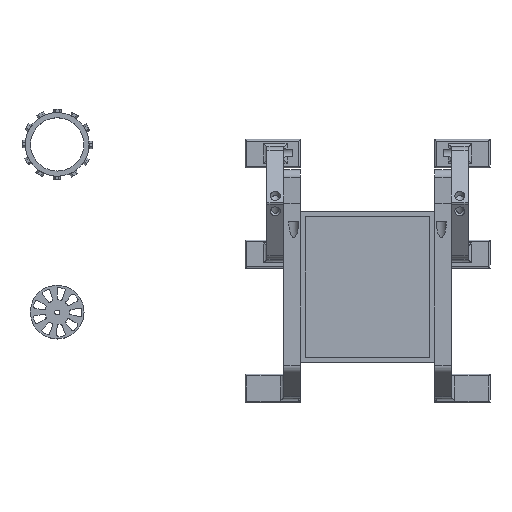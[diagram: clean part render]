
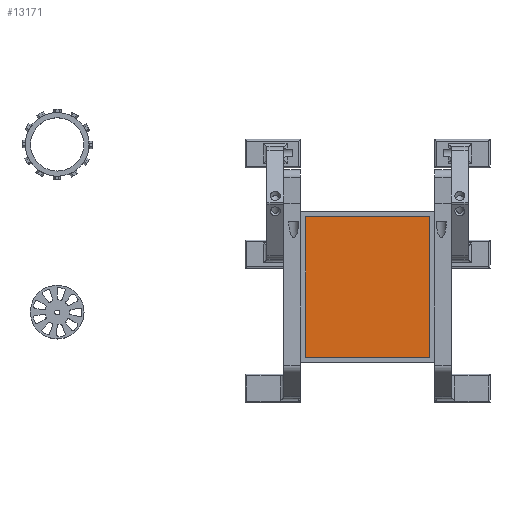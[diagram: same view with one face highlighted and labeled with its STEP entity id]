
A CAD part, top view. The second image highlights one B-rep face of the part: STEP entity #13171.
In plain terms, the highlighted planar face has unit normal (0, 0, 1).
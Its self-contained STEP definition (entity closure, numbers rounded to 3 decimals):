
#324=PLANE('',#14038);
#1234=FACE_OUTER_BOUND('',#1951,.T.);
#1951=EDGE_LOOP('',(#10271,#10272,#10273,#10274));
#2988=LINE('',#20194,#4393);
#2992=LINE('',#20201,#4397);
#2995=LINE('',#20207,#4400);
#2997=LINE('',#20210,#4402);
#4393=VECTOR('',#16077,10.);
#4397=VECTOR('',#16083,10.);
#4400=VECTOR('',#16088,10.);
#4402=VECTOR('',#16092,10.);
#5966=VERTEX_POINT('',#20191);
#5967=VERTEX_POINT('',#20193);
#5969=VERTEX_POINT('',#20199);
#5971=VERTEX_POINT('',#20205);
#7549=EDGE_CURVE('',#5966,#5967,#2988,.T.);
#7553=EDGE_CURVE('',#5969,#5966,#2992,.T.);
#7556=EDGE_CURVE('',#5971,#5969,#2995,.T.);
#7558=EDGE_CURVE('',#5967,#5971,#2997,.T.);
#10271=ORIENTED_EDGE('',*,*,#7558,.F.);
#10272=ORIENTED_EDGE('',*,*,#7549,.F.);
#10273=ORIENTED_EDGE('',*,*,#7553,.F.);
#10274=ORIENTED_EDGE('',*,*,#7556,.F.);
#13171=ADVANCED_FACE('',(#1234),#324,.F.);
#14038=AXIS2_PLACEMENT_3D('',#20211,#16093,#16094);
#16077=DIRECTION('',(0.,1.,0.));
#16083=DIRECTION('',(-1.,0.,0.));
#16088=DIRECTION('',(0.,-1.,0.));
#16092=DIRECTION('',(1.,0.,0.));
#16093=DIRECTION('center_axis',(0.,0.,-1.));
#16094=DIRECTION('ref_axis',(-1.,0.,0.));
#20191=CARTESIAN_POINT('',(8.055,-27.133,32.));
#20193=CARTESIAN_POINT('',(8.055,56.867,32.));
#20194=CARTESIAN_POINT('',(8.055,-27.133,32.));
#20199=CARTESIAN_POINT('',(82.055,-27.133,32.));
#20201=CARTESIAN_POINT('',(82.055,-27.133,32.));
#20205=CARTESIAN_POINT('',(82.055,56.867,32.));
#20207=CARTESIAN_POINT('',(82.055,56.867,32.));
#20210=CARTESIAN_POINT('',(8.055,56.867,32.));
#20211=CARTESIAN_POINT('Origin',(45.055,14.867,32.));
